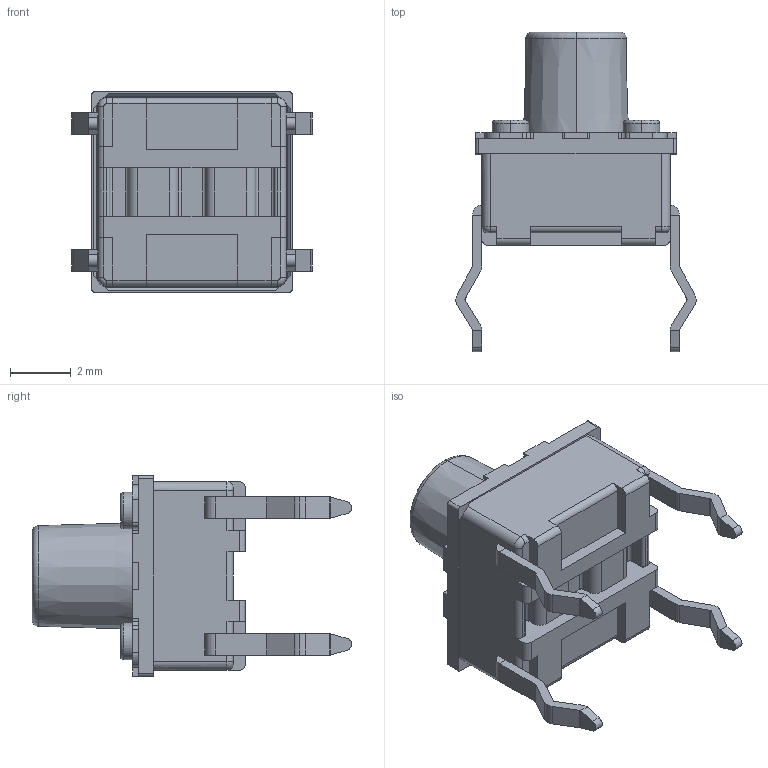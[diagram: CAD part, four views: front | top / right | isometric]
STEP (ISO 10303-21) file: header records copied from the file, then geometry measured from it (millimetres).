
FILE_DESCRIPTION(('STEP AP214'),'1');
FILE_NAME('skqjae.stp','2020-10-29T07:57:38',('TraceParts'),('TraceParts S.A.'),'Spatial InterOp 3D',' ',' ');
FILE_SCHEMA(('AUTOMOTIVE_DESIGN { 1 0 10303 214 1 1 1 1 }'));
Length unit declared in the file: millimetre
Products named in the file (1): skqjae
Bounding box: 7.9 x 10.5 x 6.6 mm (x, y, z)
Volume: 165.2 mm3; surface area: 307.6 mm2
Topology: 1 solids, 5 shells, 356 faces, 962 edges, 622 vertices
Faces by surface type: plane 184, cylinder 152, torus 18, cone 2
Entity records: 14123 total; most frequent: DIRECTION 2016, CARTESIAN_POINT 1977, ORIENTED_EDGE 1924, EDGE_CURVE 962, AXIS2_PLACEMENT_3D 701, VERTEX_POINT 622, LINE 614, VECTOR 614
